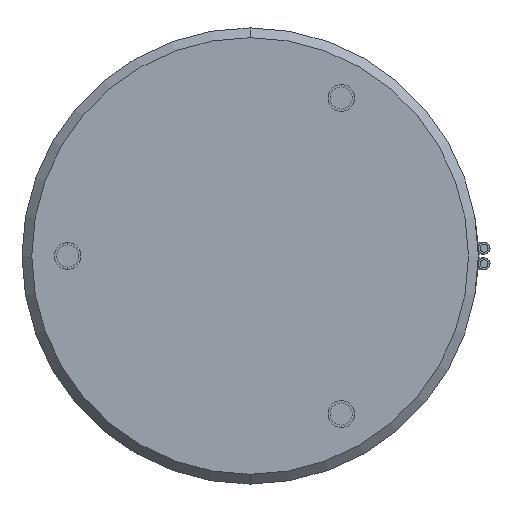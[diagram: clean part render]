
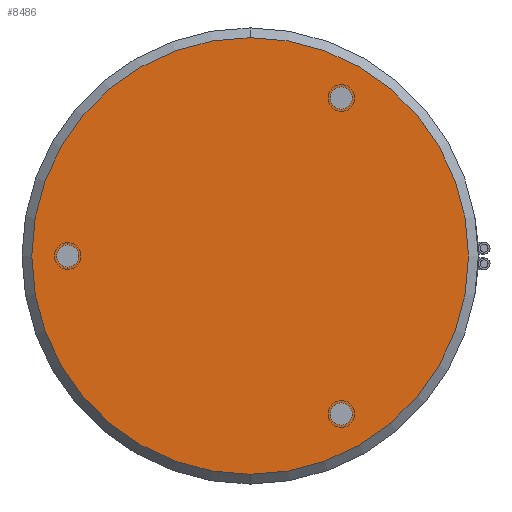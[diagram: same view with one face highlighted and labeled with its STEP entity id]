
A CAD part, left-side view. The second image highlights one B-rep face of the part: STEP entity #8486.
In plain terms, the highlighted planar face has unit normal (-1, 0, 0).
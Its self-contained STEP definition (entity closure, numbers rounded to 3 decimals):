
#192 = DIRECTION ( 'NONE',  ( 0., -0.866, 0.5 ) ) ;
#193 = CARTESIAN_POINT ( 'NONE',  ( 0., -15.472, 23.399 ) ) ;
#283 = CARTESIAN_POINT ( 'NONE',  ( 0., 0., 0. ) ) ;
#470 = CARTESIAN_POINT ( 'NONE',  ( 0., 0., 0. ) ) ;
#525 = ORIENTED_EDGE ( 'NONE', *, *, #1882, .T. ) ;
#740 = CARTESIAN_POINT ( 'NONE',  ( 0., 0., 0. ) ) ;
#819 = EDGE_CURVE ( 'NONE', #7385, #3809, #2681, .T. ) ;
#1097 = VERTEX_POINT ( 'NONE', #3672 ) ;
#1222 = ORIENTED_EDGE ( 'NONE', *, *, #819, .T. ) ;
#1226 = CARTESIAN_POINT ( 'NONE',  ( 0., 28., 0. ) ) ;
#1372 = AXIS2_PLACEMENT_3D ( 'NONE', #1226, #5304, #8100 ) ;
#1548 = AXIS2_PLACEMENT_3D ( 'NONE', #2389, #4471, #7245 ) ;
#1564 = EDGE_CURVE ( 'NONE', #5454, #7597, #4709, .T. ) ;
#1590 = AXIS2_PLACEMENT_3D ( 'NONE', #283, #3062, #7760 ) ;
#1632 = DIRECTION ( 'NONE',  ( 1., 0., 0. ) ) ;
#1882 = EDGE_CURVE ( 'NONE', #1097, #7589, #5624, .T. ) ;
#2014 = DIRECTION ( 'NONE',  ( 0., 0.866, 0.5 ) ) ;
#2120 = ORIENTED_EDGE ( 'NONE', *, *, #8641, .T. ) ;
#2253 = CIRCLE ( 'NONE', #3110, 1.7 ) ;
#2276 = CARTESIAN_POINT ( 'NONE',  ( 0., -14., -24.249 ) ) ;
#2321 = DIRECTION ( 'NONE',  ( 0., -0.866, 0.5 ) ) ;
#2389 = CARTESIAN_POINT ( 'NONE',  ( 0., 28., 0. ) ) ;
#2442 = CIRCLE ( 'NONE', #1590, 33.5 ) ;
#2492 = ORIENTED_EDGE ( 'NONE', *, *, #5063, .T. ) ;
#2681 = CIRCLE ( 'NONE', #8917, 1.7 ) ;
#2751 = FACE_BOUND ( 'NONE', #5074, .T. ) ;
#3014 = CIRCLE ( 'NONE', #3981, 33.5 ) ;
#3062 = DIRECTION ( 'NONE',  ( -1., 0., 0. ) ) ;
#3110 = AXIS2_PLACEMENT_3D ( 'NONE', #2276, #5636, #2321 ) ;
#3209 = CARTESIAN_POINT ( 'NONE',  ( 0., 28., 1.7 ) ) ;
#3247 = DIRECTION ( 'NONE',  ( -1., 0., 0. ) ) ;
#3289 = AXIS2_PLACEMENT_3D ( 'NONE', #5058, #1632, #192 ) ;
#3512 = DIRECTION ( 'NONE',  ( 1., 0., 0. ) ) ;
#3672 = CARTESIAN_POINT ( 'NONE',  ( 0., -12.528, -25.099 ) ) ;
#3809 = VERTEX_POINT ( 'NONE', #193 ) ;
#3869 = AXIS2_PLACEMENT_3D ( 'NONE', #740, #3512, #8254 ) ;
#3938 = CARTESIAN_POINT ( 'NONE',  ( 0., -12.528, 25.099 ) ) ;
#3981 = AXIS2_PLACEMENT_3D ( 'NONE', #470, #3247, #5246 ) ;
#4008 = FACE_BOUND ( 'NONE', #4137, .T. ) ;
#4059 = VERTEX_POINT ( 'NONE', #6003 ) ;
#4137 = EDGE_LOOP ( 'NONE', ( #1222, #4179 ) ) ;
#4179 = ORIENTED_EDGE ( 'NONE', *, *, #8656, .T. ) ;
#4380 = ORIENTED_EDGE ( 'NONE', *, *, #5195, .T. ) ;
#4471 = DIRECTION ( 'NONE',  ( 1., 0., 0. ) ) ;
#4510 = CARTESIAN_POINT ( 'NONE',  ( 0., 28., -1.7 ) ) ;
#4622 = VERTEX_POINT ( 'NONE', #8192 ) ;
#4709 = CIRCLE ( 'NONE', #1548, 1.7 ) ;
#5005 = CARTESIAN_POINT ( 'NONE',  ( 0., -14., 24.249 ) ) ;
#5053 = DIRECTION ( 'NONE',  ( 1., 0., 0. ) ) ;
#5058 = CARTESIAN_POINT ( 'NONE',  ( 0., -14., -24.249 ) ) ;
#5063 = EDGE_CURVE ( 'NONE', #7597, #5454, #6862, .T. ) ;
#5074 = EDGE_LOOP ( 'NONE', ( #4380, #525 ) ) ;
#5195 = EDGE_CURVE ( 'NONE', #7589, #1097, #2253, .T. ) ;
#5246 = DIRECTION ( 'NONE',  ( 0., 0., -1. ) ) ;
#5304 = DIRECTION ( 'NONE',  ( 1., 0., 0. ) ) ;
#5454 = VERTEX_POINT ( 'NONE', #3209 ) ;
#5522 = PLANE ( 'NONE',  #3869 ) ;
#5624 = CIRCLE ( 'NONE', #3289, 1.7 ) ;
#5636 = DIRECTION ( 'NONE',  ( 1., 0., 0. ) ) ;
#5841 = CARTESIAN_POINT ( 'NONE',  ( 0., -15.472, -23.399 ) ) ;
#6003 = CARTESIAN_POINT ( 'NONE',  ( 0., 0., -33.5 ) ) ;
#6005 = ORIENTED_EDGE ( 'NONE', *, *, #1564, .T. ) ;
#6132 = DIRECTION ( 'NONE',  ( 1., 0., 0. ) ) ;
#6202 = FACE_BOUND ( 'NONE', #6456, .T. ) ;
#6212 = AXIS2_PLACEMENT_3D ( 'NONE', #5005, #5053, #7857 ) ;
#6410 = ORIENTED_EDGE ( 'NONE', *, *, #6688, .T. ) ;
#6456 = EDGE_LOOP ( 'NONE', ( #2492, #6005 ) ) ;
#6688 = EDGE_CURVE ( 'NONE', #4622, #4059, #3014, .T. ) ;
#6862 = CIRCLE ( 'NONE', #1372, 1.7 ) ;
#7245 = DIRECTION ( 'NONE',  ( 0., 0., -1. ) ) ;
#7385 = VERTEX_POINT ( 'NONE', #3938 ) ;
#7504 = CARTESIAN_POINT ( 'NONE',  ( 0., -14., 24.249 ) ) ;
#7589 = VERTEX_POINT ( 'NONE', #5841 ) ;
#7597 = VERTEX_POINT ( 'NONE', #4510 ) ;
#7685 = CIRCLE ( 'NONE', #6212, 1.7 ) ;
#7760 = DIRECTION ( 'NONE',  ( 0., 0., -1. ) ) ;
#7857 = DIRECTION ( 'NONE',  ( 0., 0.866, 0.5 ) ) ;
#7981 = EDGE_LOOP ( 'NONE', ( #2120, #6410 ) ) ;
#8100 = DIRECTION ( 'NONE',  ( 0., 0., -1. ) ) ;
#8192 = CARTESIAN_POINT ( 'NONE',  ( 0., 0., 33.5 ) ) ;
#8254 = DIRECTION ( 'NONE',  ( 0., 1., 0. ) ) ;
#8399 = FACE_OUTER_BOUND ( 'NONE', #7981, .T. ) ;
#8486 = ADVANCED_FACE ( 'NONE', ( #6202, #2751, #4008, #8399 ), #5522, .F. ) ;
#8641 = EDGE_CURVE ( 'NONE', #4059, #4622, #2442, .T. ) ;
#8656 = EDGE_CURVE ( 'NONE', #3809, #7385, #7685, .T. ) ;
#8917 = AXIS2_PLACEMENT_3D ( 'NONE', #7504, #6132, #2014 ) ;
